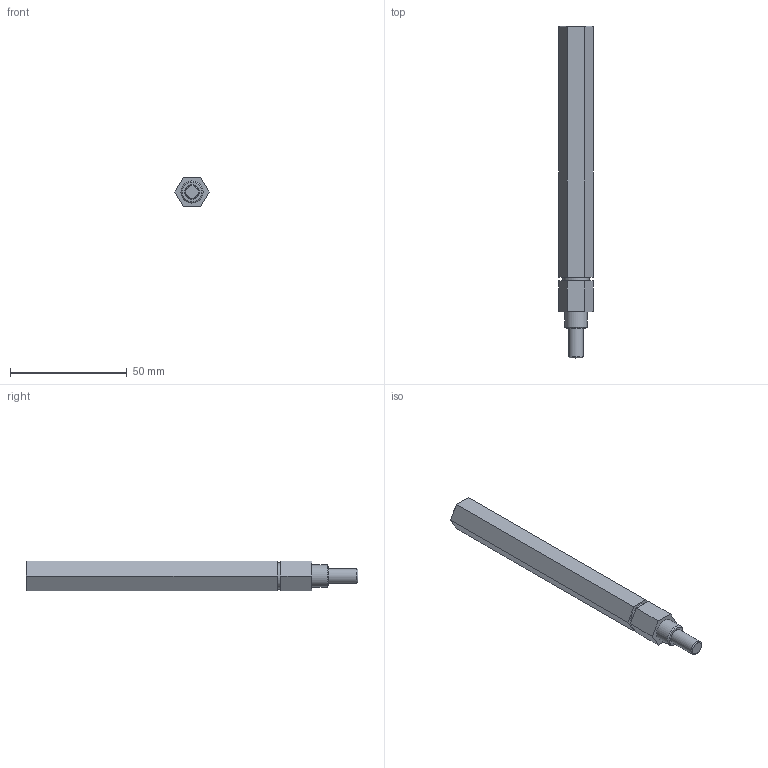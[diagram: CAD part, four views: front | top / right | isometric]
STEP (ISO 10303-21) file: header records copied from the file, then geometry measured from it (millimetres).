
FILE_DESCRIPTION(/* description */ (''),/* implementation_level */ '2;1');
FILE_NAME(/* name */ 'TB Output Shaft Hex L-Base 2.ipt.stp',/* time_stamp */ '2016-01-07T16:38:48-08:00',/* author */ ('PhillipD'),/* organization */ (''),/* preprocessor_version */ 'ST-DEVELOPER v16.1',/* originating_system */ 'Autodesk Inventor 2016',/* authorisation */ '');
FILE_SCHEMA (('AUTOMOTIVE_DESIGN { 1 0 10303 214 3 1 1 }'));
Length unit declared in the file: inch
Products named in the file (1): TB Output Shaft Hex L-Base 2
Bounding box: 14.66 x 142.29 x 12.7 mm (x, y, z)
Volume: 17941.5 mm3; surface area: 6180.2 mm2
Topology: 1 solids, 1 shells, 29 faces, 61 edges, 38 vertices
Faces by surface type: plane 24, cylinder 3, cone 2
Full cylindrical faces by diameter (mm): 6.325 x1, 9.5 x1, 11.176 x1
Entity records: 796 total; most frequent: DIRECTION 124, CARTESIAN_POINT 124, ORIENTED_EDGE 112, EDGE_CURVE 56, LINE 48, VECTOR 48, EDGE_LOOP 38, VERTEX_POINT 38
